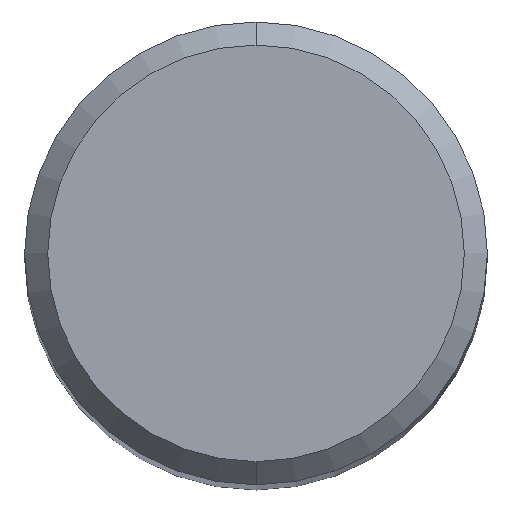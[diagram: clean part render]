
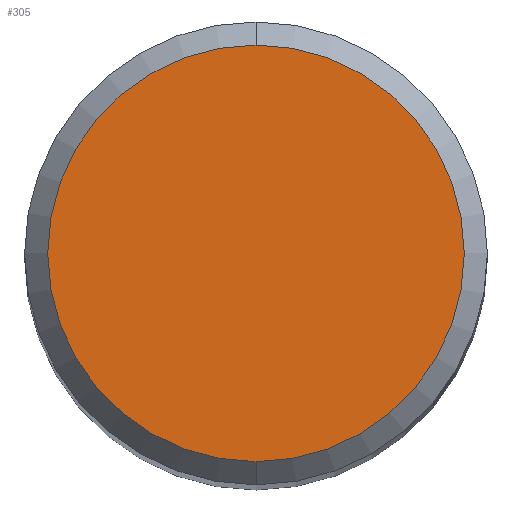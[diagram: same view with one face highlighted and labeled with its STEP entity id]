
A CAD part, top view. The second image highlights one B-rep face of the part: STEP entity #305.
In plain terms, the highlighted planar face has unit normal (0, 0, 1).
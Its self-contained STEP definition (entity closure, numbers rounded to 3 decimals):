
#187=VERTEX_POINT('',#494);
#261=EDGE_CURVE('',#357,#187,#581,.T.);
#279=EDGE_CURVE('',#187,#357,#602,.T.);
#305=ADVANCED_FACE('',(#630),#631,.T.);
#357=VERTEX_POINT('',#686);
#494=CARTESIAN_POINT('',(0.,-3.6,0.0));
#581=CIRCLE('',#1001,3.6);
#602=CIRCLE('',#1026,3.6);
#630=FACE_OUTER_BOUND('',#1124,.T.);
#631=PLANE('',#1125);
#686=CARTESIAN_POINT('',(0.0,3.6,0.0));
#1001=AXIS2_PLACEMENT_3D('',#1590,#1591,#1592);
#1026=AXIS2_PLACEMENT_3D('',#1625,#1626,#1627);
#1124=EDGE_LOOP('',(#1647,#1648));
#1125=AXIS2_PLACEMENT_3D('',#1649,#1650,#1651);
#1590=CARTESIAN_POINT('',(0.0,0.0,0.0));
#1591=DIRECTION('',(0.0,0.0,-1.0));
#1592=DIRECTION('',(0.0,1.0,0.0));
#1625=CARTESIAN_POINT('',(0.0,0.0,0.0));
#1626=DIRECTION('',(0.0,0.0,-1.0));
#1627=DIRECTION('',(0.0,1.0,0.0));
#1647=ORIENTED_EDGE('',*,*,#261,.F.);
#1648=ORIENTED_EDGE('',*,*,#279,.F.);
#1649=CARTESIAN_POINT('',(0.0,1.8,0.0));
#1650=DIRECTION('',(-0.0,0.0,1.0));
#1651=DIRECTION('',(0.0,-1.0,0.0));
